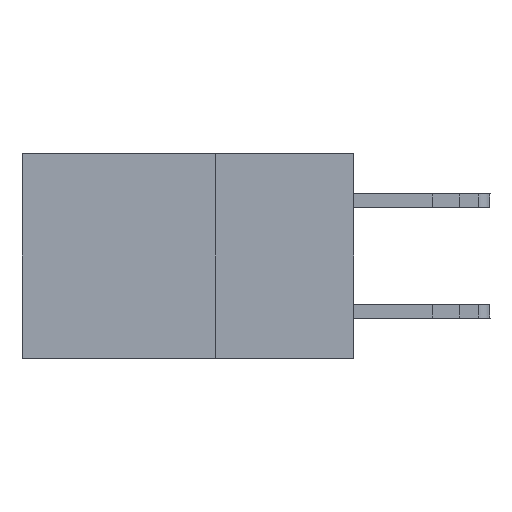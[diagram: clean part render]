
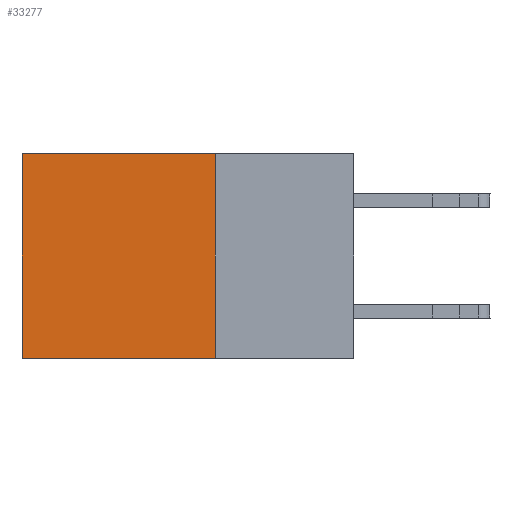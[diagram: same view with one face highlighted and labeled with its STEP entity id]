
A CAD part, left-side view. The second image highlights one B-rep face of the part: STEP entity #33277.
In plain terms, the highlighted planar face has unit normal (-1, 0, 0).
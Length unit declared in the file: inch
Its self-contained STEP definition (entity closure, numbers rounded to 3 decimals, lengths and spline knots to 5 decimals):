
#598 = CARTESIAN_POINT ( 'NONE',  ( 0.2875, 0.6, 0. ) ) ;
#956 = VECTOR ( 'NONE', #21070, 39.37008 ) ;
#1614 = DIRECTION ( 'NONE',  ( 0., 1., 0. ) ) ;
#5081 = CARTESIAN_POINT ( 'NONE',  ( 0.2875, 0.6, 0. ) ) ;
#5575 = PLANE ( 'NONE',  #23560 ) ;
#6335 = ORIENTED_EDGE ( 'NONE', *, *, #13436, .F. ) ;
#6654 = CARTESIAN_POINT ( 'NONE',  ( 0.2875, 0.6, -0.37 ) ) ;
#8768 = ORIENTED_EDGE ( 'NONE', *, *, #10421, .F. ) ;
#10421 = EDGE_CURVE ( 'NONE', #28445, #30000, #23848, .T. ) ;
#10958 = DIRECTION ( 'NONE',  ( 0., 0., -1. ) ) ;
#13436 = EDGE_CURVE ( 'NONE', #30000, #32232, #25001, .T. ) ;
#15122 = CARTESIAN_POINT ( 'NONE',  ( 0.2875, 0.25, 0. ) ) ;
#15877 = VERTEX_POINT ( 'NONE', #5081 ) ;
#19051 = ORIENTED_EDGE ( 'NONE', *, *, #20943, .T. ) ;
#20777 = DIRECTION ( 'NONE',  ( 0., 0., -1. ) ) ;
#20943 = EDGE_CURVE ( 'NONE', #15877, #32232, #25587, .T. ) ;
#21070 = DIRECTION ( 'NONE',  ( 0., 0., -1. ) ) ;
#21962 = CARTESIAN_POINT ( 'NONE',  ( 0.2875, 0.25, 0. ) ) ;
#22409 = DIRECTION ( 'NONE',  ( 0., 1., 0. ) ) ;
#22423 = CARTESIAN_POINT ( 'NONE',  ( 0.2875, 0.25, 0. ) ) ;
#23560 = AXIS2_PLACEMENT_3D ( 'NONE', #22423, #35953, #10958 ) ;
#23848 = LINE ( 'NONE', #35144, #956 ) ;
#24724 = CARTESIAN_POINT ( 'NONE',  ( 0.2875, 0.25, -0.37 ) ) ;
#25001 = LINE ( 'NONE', #25365, #27590 ) ;
#25365 = CARTESIAN_POINT ( 'NONE',  ( 0.2875, 0.25, -0.37 ) ) ;
#25587 = LINE ( 'NONE', #598, #31907 ) ;
#26411 = EDGE_LOOP ( 'NONE', ( #19051, #6335, #8768, #31759 ) ) ;
#27590 = VECTOR ( 'NONE', #22409, 39.37008 ) ;
#28165 = FACE_OUTER_BOUND ( 'NONE', #26411, .T. ) ;
#28445 = VERTEX_POINT ( 'NONE', #15122 ) ;
#29912 = EDGE_CURVE ( 'NONE', #28445, #15877, #32530, .T. ) ;
#30000 = VERTEX_POINT ( 'NONE', #24724 ) ;
#31759 = ORIENTED_EDGE ( 'NONE', *, *, #29912, .T. ) ;
#31907 = VECTOR ( 'NONE', #20777, 39.37008 ) ;
#32232 = VERTEX_POINT ( 'NONE', #6654 ) ;
#32285 = VECTOR ( 'NONE', #1614, 39.37008 ) ;
#32530 = LINE ( 'NONE', #21962, #32285 ) ;
#33277 = ADVANCED_FACE ( 'NONE', ( #28165 ), #5575, .F. ) ;
#35144 = CARTESIAN_POINT ( 'NONE',  ( 0.2875, 0.25, 0. ) ) ;
#35953 = DIRECTION ( 'NONE',  ( 1., 0., 0. ) ) ;
